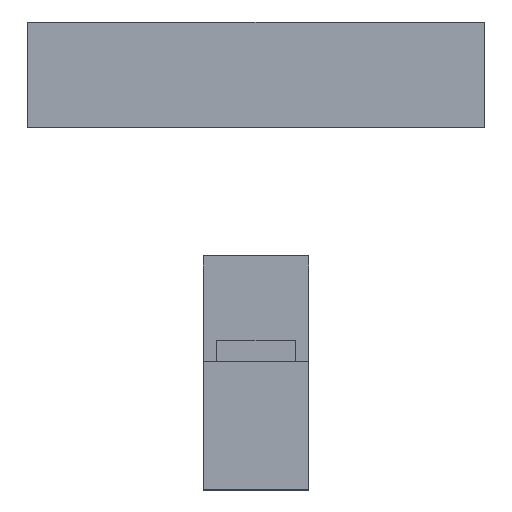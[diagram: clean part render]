
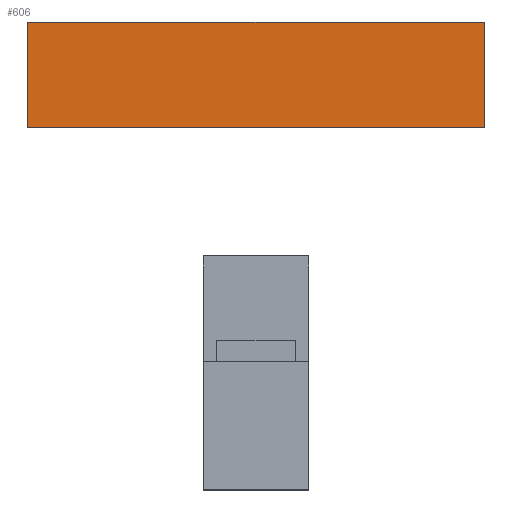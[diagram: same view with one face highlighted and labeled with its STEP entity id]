
A CAD part, top view. The second image highlights one B-rep face of the part: STEP entity #606.
In plain terms, the highlighted planar face has unit normal (0, 0, 1).
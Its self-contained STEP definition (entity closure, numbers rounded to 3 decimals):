
#50=FACE_OUTER_BOUND('',#85,.T.);
#85=EDGE_LOOP('',(#487,#488,#489,#490));
#144=LINE('',#940,#224);
#150=LINE('',#952,#230);
#151=LINE('',#954,#231);
#152=LINE('',#955,#232);
#224=VECTOR('',#774,10.);
#230=VECTOR('',#782,10.);
#231=VECTOR('',#785,10.);
#232=VECTOR('',#786,10.);
#287=VERTEX_POINT('',#936);
#289=VERTEX_POINT('',#939);
#292=VERTEX_POINT('',#946);
#294=VERTEX_POINT('',#950);
#356=EDGE_CURVE('',#289,#287,#144,.T.);
#362=EDGE_CURVE('',#292,#294,#150,.T.);
#363=EDGE_CURVE('',#292,#287,#151,.T.);
#364=EDGE_CURVE('',#289,#294,#152,.T.);
#487=ORIENTED_EDGE('',*,*,#356,.T.);
#488=ORIENTED_EDGE('',*,*,#363,.F.);
#489=ORIENTED_EDGE('',*,*,#362,.T.);
#490=ORIENTED_EDGE('',*,*,#364,.F.);
#572=PLANE('',#668);
#606=ADVANCED_FACE('',(#50),#572,.F.);
#668=AXIS2_PLACEMENT_3D('',#953,#783,#784);
#774=DIRECTION('',(0.,-1.,0.));
#782=DIRECTION('',(0.,1.,0.));
#783=DIRECTION('center_axis',(0.,0.,-1.));
#784=DIRECTION('ref_axis',(0.,1.,0.));
#785=DIRECTION('',(-1.,0.,0.));
#786=DIRECTION('',(1.,0.,0.));
#936=CARTESIAN_POINT('',(-240.,0.,45.));
#939=CARTESIAN_POINT('',(-240.,90.,45.));
#940=CARTESIAN_POINT('',(-240.,67.5,45.));
#946=CARTESIAN_POINT('',(150.,0.,45.));
#950=CARTESIAN_POINT('',(150.,90.,45.));
#952=CARTESIAN_POINT('',(150.,67.5,45.));
#953=CARTESIAN_POINT('Origin',(-145.,45.,45.));
#954=CARTESIAN_POINT('',(-145.,0.,45.));
#955=CARTESIAN_POINT('',(-145.,90.,45.));
